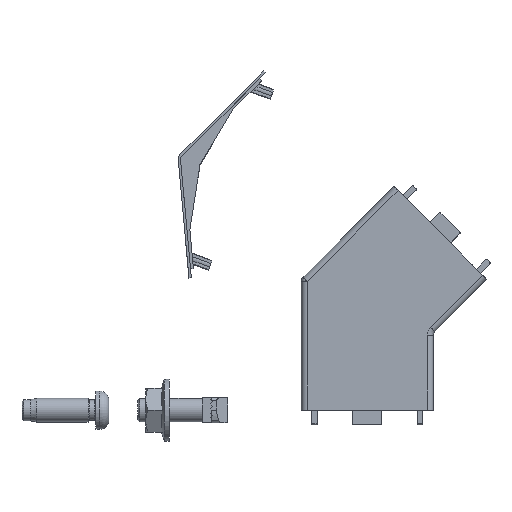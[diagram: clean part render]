
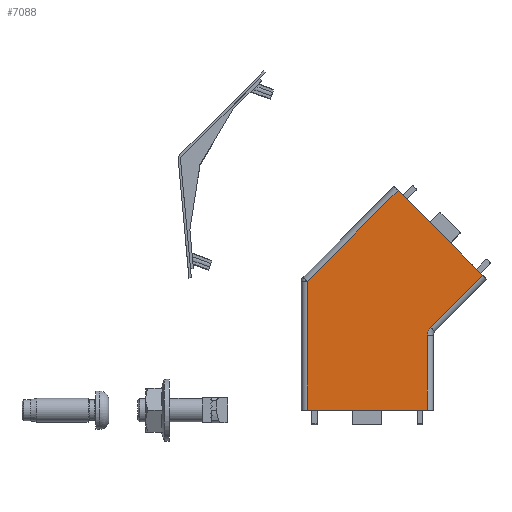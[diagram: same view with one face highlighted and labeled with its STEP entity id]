
A CAD part, top view. The second image highlights one B-rep face of the part: STEP entity #7088.
In plain terms, the highlighted planar face has unit normal (0, 0, 1).
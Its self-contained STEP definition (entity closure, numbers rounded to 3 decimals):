
#231=CIRCLE('',#7747,4.);
#1628=ORIENTED_EDGE('',*,*,#3083,.T.);
#1629=ORIENTED_EDGE('',*,*,#3251,.T.);
#1630=ORIENTED_EDGE('',*,*,#3252,.T.);
#1631=ORIENTED_EDGE('',*,*,#3253,.T.);
#1632=ORIENTED_EDGE('',*,*,#3118,.T.);
#1633=ORIENTED_EDGE('',*,*,#3254,.T.);
#1634=ORIENTED_EDGE('',*,*,#3255,.T.);
#3083=EDGE_CURVE('',#3984,#3983,#4650,.T.);
#3118=EDGE_CURVE('',#4018,#4019,#4667,.T.);
#3251=EDGE_CURVE('',#3983,#4124,#4761,.T.);
#3252=EDGE_CURVE('',#4124,#4125,#231,.F.);
#3253=EDGE_CURVE('',#4125,#4018,#4762,.T.);
#3254=EDGE_CURVE('',#4019,#4126,#4763,.T.);
#3255=EDGE_CURVE('',#4126,#3984,#4764,.T.);
#3983=VERTEX_POINT('',#11267);
#3984=VERTEX_POINT('',#11269);
#4018=VERTEX_POINT('',#11339);
#4019=VERTEX_POINT('',#11340);
#4124=VERTEX_POINT('',#11599);
#4125=VERTEX_POINT('',#11601);
#4126=VERTEX_POINT('',#11604);
#4650=LINE('',#11268,#5341);
#4667=LINE('',#11338,#5358);
#4761=LINE('',#11598,#5452);
#4762=LINE('',#11602,#5453);
#4763=LINE('',#11603,#5454);
#4764=LINE('',#11605,#5455);
#5341=VECTOR('',#8993,1000.);
#5358=VECTOR('',#9048,1000.);
#5452=VECTOR('',#9262,1000.);
#5453=VECTOR('',#9265,1000.);
#5454=VECTOR('',#9266,1000.);
#5455=VECTOR('',#9267,1000.);
#5960=EDGE_LOOP('',(#1628,#1629,#1630,#1631,#1632,#1633,#1634));
#6426=FACE_BOUND('',#5960,.T.);
#6789=PLANE('',#7746);
#7088=ADVANCED_FACE('',(#6426),#6789,.T.);
#7746=AXIS2_PLACEMENT_3D('',#11597,#9260,#9261);
#7747=AXIS2_PLACEMENT_3D('',#11600,#9263,#9264);
#8993=DIRECTION('',(1.,0.,0.));
#9048=DIRECTION('',(-0.706,0.708,0.));
#9260=DIRECTION('',(0.,0.,1.));
#9261=DIRECTION('',(1.,0.,0.));
#9262=DIRECTION('',(0.,1.,0.));
#9263=DIRECTION('',(0.,0.,1.));
#9264=DIRECTION('',(1.,0.,0.));
#9265=DIRECTION('',(0.702,0.712,0.));
#9266=DIRECTION('',(-0.707,-0.707,0.));
#9267=DIRECTION('',(0.,-1.,0.));
#11267=CARTESIAN_POINT('',(43.,0.,22.825));
#11268=CARTESIAN_POINT('',(0.,0.,22.825));
#11269=CARTESIAN_POINT('',(2.,0.,22.825));
#11338=CARTESIAN_POINT('',(63.154,44.593,22.825));
#11339=CARTESIAN_POINT('',(61.741,46.009,22.825));
#11340=CARTESIAN_POINT('',(32.989,74.844,22.825));
#11597=CARTESIAN_POINT('',(2.,43.831,22.825));
#11598=CARTESIAN_POINT('',(43.,25.369,22.825));
#11599=CARTESIAN_POINT('',(43.,25.369,22.825));
#11600=CARTESIAN_POINT('',(47.,25.369,22.825));
#11601=CARTESIAN_POINT('',(44.152,28.178,22.825));
#11602=CARTESIAN_POINT('',(61.73,45.997,22.825));
#11603=CARTESIAN_POINT('',(2.,43.831,22.825));
#11604=CARTESIAN_POINT('',(2.,43.831,22.825));
#11605=CARTESIAN_POINT('',(2.,0.,22.825));
